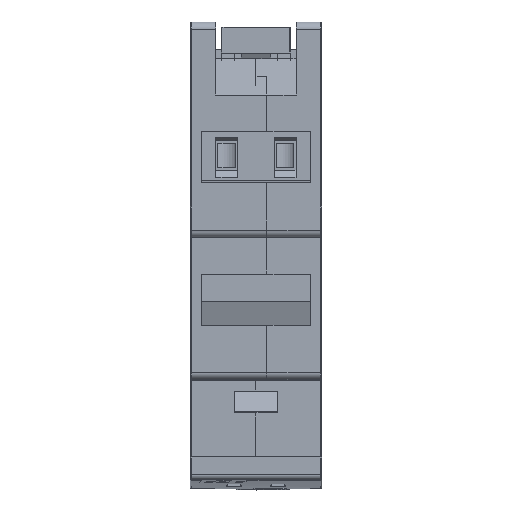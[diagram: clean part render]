
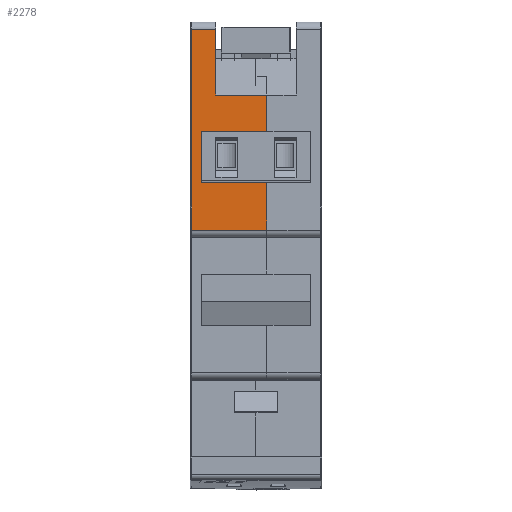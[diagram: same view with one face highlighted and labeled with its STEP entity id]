
A CAD part, top view. The second image highlights one B-rep face of the part: STEP entity #2278.
In plain terms, the highlighted planar face has unit normal (0, 0, 1).
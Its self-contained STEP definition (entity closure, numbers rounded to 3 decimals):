
#2278=ADVANCED_FACE('',(#4193),#4195,.T.);
#4193=FACE_BOUND('',#4194,.T.);
#4194=EDGE_LOOP('',(#9156,#9157,#9158,#9159,#9160,#9161,#9162,#9163,#9164,#9165));
#4195=PLANE('',#4196);
#4196=AXIS2_PLACEMENT_3D('',#4197,#4198,#4199);
#4197=CARTESIAN_POINT('',(0.,28.75,44.75));
#4198=DIRECTION('',(0.,0.,1.));
#4199=DIRECTION('',(0.,-1.,0.));
#9156=ORIENTED_EDGE('',*,*,#12427,.T.);
#9157=ORIENTED_EDGE('',*,*,#12428,.T.);
#9158=ORIENTED_EDGE('',*,*,#12429,.F.);
#9159=ORIENTED_EDGE('',*,*,#12430,.T.);
#9160=ORIENTED_EDGE('',*,*,#12431,.T.);
#9161=ORIENTED_EDGE('',*,*,#12432,.T.);
#9162=ORIENTED_EDGE('',*,*,#12433,.F.);
#9163=ORIENTED_EDGE('',*,*,#12341,.T.);
#9164=ORIENTED_EDGE('',*,*,#12307,.T.);
#9165=ORIENTED_EDGE('',*,*,#12426,.F.);
#12307=EDGE_CURVE('',#14375,#14373,#14376,.T.);
#12341=EDGE_CURVE('',#14440,#14375,#14441,.F.);
#12426=EDGE_CURVE('',#14584,#14373,#14586,.T.);
#12427=EDGE_CURVE('',#14584,#14587,#14588,.T.);
#12428=EDGE_CURVE('',#14587,#14589,#14590,.T.);
#12429=EDGE_CURVE('',#14591,#14589,#14592,.T.);
#12430=EDGE_CURVE('',#14591,#14593,#14594,.F.);
#12431=EDGE_CURVE('',#14593,#14595,#14596,.T.);
#12432=EDGE_CURVE('',#14595,#14597,#14598,.F.);
#12433=EDGE_CURVE('',#14440,#14597,#14599,.T.);
#14373=VERTEX_POINT('',#18131);
#14375=VERTEX_POINT('',#18136);
#14376=LINE('',#18137,#18138);
#14440=VERTEX_POINT('',#18276);
#14441=LINE('',#18277,#18278);
#14584=VERTEX_POINT('',#18588);
#14586=LINE('',#18593,#18594);
#14587=VERTEX_POINT('',#18596);
#14588=LINE('',#18597,#18598);
#14589=VERTEX_POINT('',#18600);
#14590=LINE('',#18601,#18602);
#14591=VERTEX_POINT('',#18604);
#14592=LINE('',#18605,#18606);
#14593=VERTEX_POINT('',#18608);
#14594=LINE('',#18609,#18610);
#14595=VERTEX_POINT('',#18612);
#14596=LINE('',#18613,#18614);
#14597=VERTEX_POINT('',#18616);
#14598=LINE('',#18617,#18618);
#14599=LINE('',#18620,#18621);
#18131=CARTESIAN_POINT('',(3.5,28.75,44.75));
#18136=CARTESIAN_POINT('',(3.5,19.75,44.75));
#18137=CARTESIAN_POINT('',(3.5,19.75,44.75));
#18138=VECTOR('',#18139,1.);
#18139=DIRECTION('',(0.,1.,0.));
#18276=CARTESIAN_POINT('',(10.5,19.75,44.75));
#18277=CARTESIAN_POINT('',(3.5,19.75,44.75));
#18278=VECTOR('',#18279,1.);
#18279=DIRECTION('',(1.,0.,0.));
#18588=CARTESIAN_POINT('',(0.2,28.75,44.75));
#18593=CARTESIAN_POINT('',(0.2,28.75,44.75));
#18594=VECTOR('',#18595,1.);
#18595=DIRECTION('',(1.,0.,0.));
#18596=CARTESIAN_POINT('',(0.2,1.25,44.75));
#18597=CARTESIAN_POINT('',(0.2,28.75,44.75));
#18598=VECTOR('',#18599,1.);
#18599=DIRECTION('',(0.,-1.,0.));
#18600=CARTESIAN_POINT('',(10.5,1.25,44.75));
#18601=CARTESIAN_POINT('',(0.2,1.25,44.75));
#18602=VECTOR('',#18603,1.);
#18603=DIRECTION('',(1.,0.,0.));
#18604=CARTESIAN_POINT('',(10.5,7.75,44.75));
#18605=CARTESIAN_POINT('',(10.5,7.75,44.75));
#18606=VECTOR('',#18607,1.);
#18607=DIRECTION('',(0.,-1.,0.));
#18608=CARTESIAN_POINT('',(1.5,7.75,44.75));
#18609=CARTESIAN_POINT('',(1.5,7.75,44.75));
#18610=VECTOR('',#18611,1.);
#18611=DIRECTION('',(1.,0.,0.));
#18612=CARTESIAN_POINT('',(1.5,14.75,44.75));
#18613=CARTESIAN_POINT('',(1.5,7.75,44.75));
#18614=VECTOR('',#18615,1.);
#18615=DIRECTION('',(0.,1.,0.));
#18616=CARTESIAN_POINT('',(10.5,14.75,44.75));
#18617=CARTESIAN_POINT('',(10.5,14.75,44.75));
#18618=VECTOR('',#18619,1.);
#18619=DIRECTION('',(-1.,0.,0.));
#18620=CARTESIAN_POINT('',(10.5,19.75,44.75));
#18621=VECTOR('',#18622,1.);
#18622=DIRECTION('',(0.,-1.,0.));
